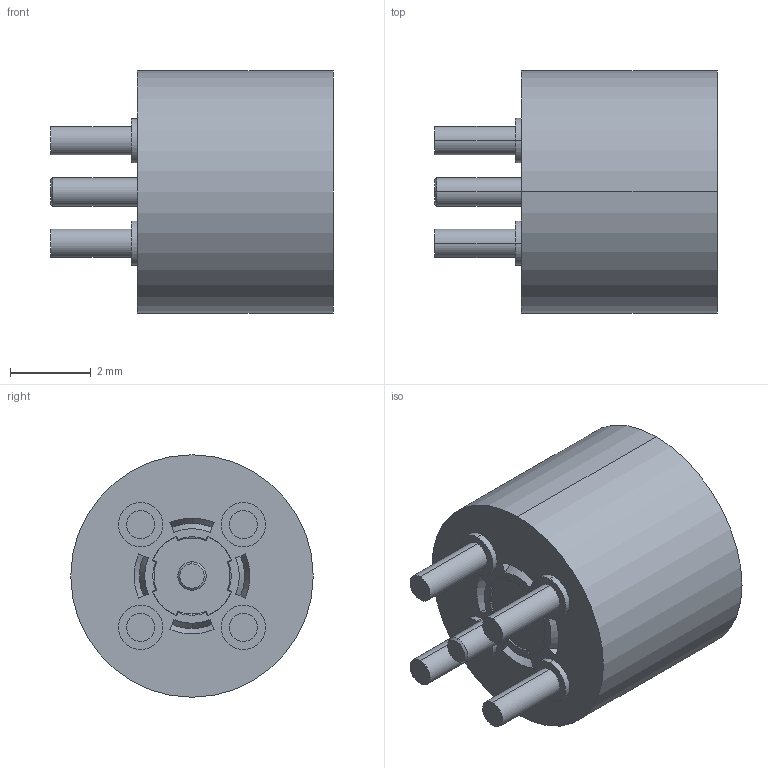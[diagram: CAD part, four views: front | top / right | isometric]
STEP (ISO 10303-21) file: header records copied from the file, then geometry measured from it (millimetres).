
FILE_DESCRIPTION (( 'STEP AP214' ), '1' );
FILE_NAME ('ÊÀÏÄ.434523.014 Âèëêà äëÿ ìîíòàæà â îòâåðñòèÿ ïëàòû (-00).STEP', '2023-05-04T08:44:40', ( '' ), ( '' ), 'SwSTEP 2.0', 'SolidWorks 2018', '' );
FILE_SCHEMA (( 'AUTOMOTIVE_DESIGN' ));
Length unit declared in the file: millimetre
Products named in the file (2): Äåòàëü7^ÊÀÏÄ.434523.014 Âèëêà äëÿ ìîíòàæà â îòâåðñòèÿ ïëàòû; ÊÀÏÄ.434523.014 Âèëêà äëÿ ìîíòàæà â îòâåðñòèÿ ïëàòû (-00)
Assembly tree (1 placements, depth 2):
  ÊÀÏÄ.434523.014 Âèëêà äëÿ ìîíòàæà â îòâåðñòèÿ ïëàòû (-00)
    Äåòàëü7^ÊÀÏÄ.434523.014 Âèëêà äëÿ ìîíòàæà â îòâåðñòèÿ ïëàòû
Bounding box: 7 x 6 x 6 mm (x, y, z)
Volume: 111.4 mm3; surface area: 201.9 mm2
Topology: 1 solids, 2 shells, 103 faces, 237 edges, 151 vertices
Faces by surface type: cylinder 46, plane 26, cone 14, sphere 10, torus 7
Entity records: 3068 total; most frequent: CARTESIAN_POINT 601, DIRECTION 572, ORIENTED_EDGE 454, AXIS2_PLACEMENT_3D 246, EDGE_CURVE 227, VERTEX_POINT 147, CIRCLE 139, EDGE_LOOP 124
